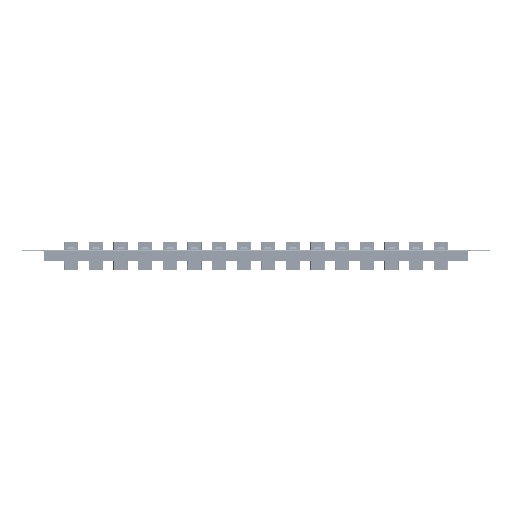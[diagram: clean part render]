
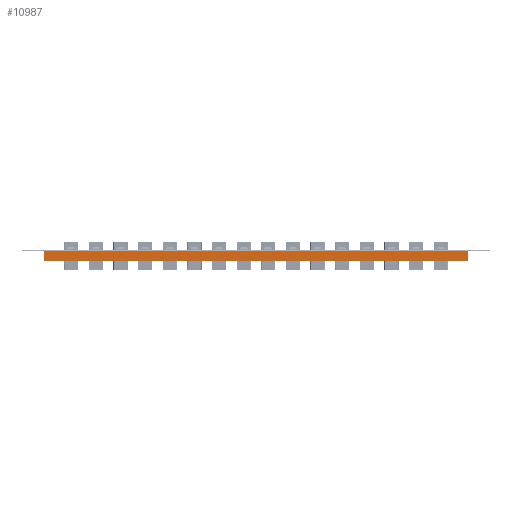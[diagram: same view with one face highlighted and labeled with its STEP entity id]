
A CAD part, front view. The second image highlights one B-rep face of the part: STEP entity #10987.
In plain terms, the highlighted planar face has unit normal (0, -1, 0).
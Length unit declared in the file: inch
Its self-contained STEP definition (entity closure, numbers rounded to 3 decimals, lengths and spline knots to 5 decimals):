
#410 = AXIS2_PLACEMENT_3D ( 'NONE', #15479, #3133, #15907 ) ;
#512 = VECTOR ( 'NONE', #14192, 39.37008 ) ;
#1027 = VERTEX_POINT ( 'NONE', #16800 ) ;
#1131 = CARTESIAN_POINT ( 'NONE',  ( 18.1, -7.925, -0.41339 ) ) ;
#1476 = VERTEX_POINT ( 'NONE', #2924 ) ;
#1731 = LINE ( 'NONE', #6648, #10959 ) ;
#2924 = CARTESIAN_POINT ( 'NONE',  ( 0.9, -7.925, 0. ) ) ;
#3133 = DIRECTION ( 'NONE',  ( 0., -1., 0. ) ) ;
#4170 = DIRECTION ( 'NONE',  ( -1., 0., 0. ) ) ;
#4351 = LINE ( 'NONE', #7799, #512 ) ;
#4635 = ORIENTED_EDGE ( 'NONE', *, *, #13181, .T. ) ;
#4702 = FACE_OUTER_BOUND ( 'NONE', #13150, .T. ) ;
#4725 = DIRECTION ( 'NONE',  ( 0., 0., 1. ) ) ;
#5781 = EDGE_CURVE ( 'NONE', #1027, #1476, #9661, .T. ) ;
#6305 = CARTESIAN_POINT ( 'NONE',  ( 0.9, -7.925, -0.41339 ) ) ;
#6648 = CARTESIAN_POINT ( 'NONE',  ( 18.1, -7.925, -0.41339 ) ) ;
#7314 = LINE ( 'NONE', #1131, #11186 ) ;
#7799 = CARTESIAN_POINT ( 'NONE',  ( 0.89206, -7.925, 0. ) ) ;
#8476 = VERTEX_POINT ( 'NONE', #10459 ) ;
#8817 = VERTEX_POINT ( 'NONE', #13169 ) ;
#9209 = PLANE ( 'NONE',  #410 ) ;
#9661 = LINE ( 'NONE', #6305, #18624 ) ;
#10459 = CARTESIAN_POINT ( 'NONE',  ( 18.1, -7.925, -0.41339 ) ) ;
#10959 = VECTOR ( 'NONE', #16165, 39.37008 ) ;
#10987 = ADVANCED_FACE ( 'NONE', ( #4702 ), #9209, .T. ) ;
#11186 = VECTOR ( 'NONE', #4170, 39.37008 ) ;
#13150 = EDGE_LOOP ( 'NONE', ( #4635, #19467, #14525, #19915 ) ) ;
#13169 = CARTESIAN_POINT ( 'NONE',  ( 18.1, -7.925, 0. ) ) ;
#13181 = EDGE_CURVE ( 'NONE', #8476, #8817, #1731, .T. ) ;
#14192 = DIRECTION ( 'NONE',  ( -1., 0., 0. ) ) ;
#14525 = ORIENTED_EDGE ( 'NONE', *, *, #5781, .F. ) ;
#15479 = CARTESIAN_POINT ( 'NONE',  ( 19., -7.925, 0.05906 ) ) ;
#15907 = DIRECTION ( 'NONE',  ( 0., 0., -1. ) ) ;
#16165 = DIRECTION ( 'NONE',  ( 0., 0., 1. ) ) ;
#16800 = CARTESIAN_POINT ( 'NONE',  ( 0.9, -7.925, -0.41339 ) ) ;
#16889 = EDGE_CURVE ( 'NONE', #8476, #1027, #7314, .T. ) ;
#18443 = EDGE_CURVE ( 'NONE', #8817, #1476, #4351, .T. ) ;
#18624 = VECTOR ( 'NONE', #4725, 39.37008 ) ;
#19467 = ORIENTED_EDGE ( 'NONE', *, *, #18443, .T. ) ;
#19915 = ORIENTED_EDGE ( 'NONE', *, *, #16889, .F. ) ;
